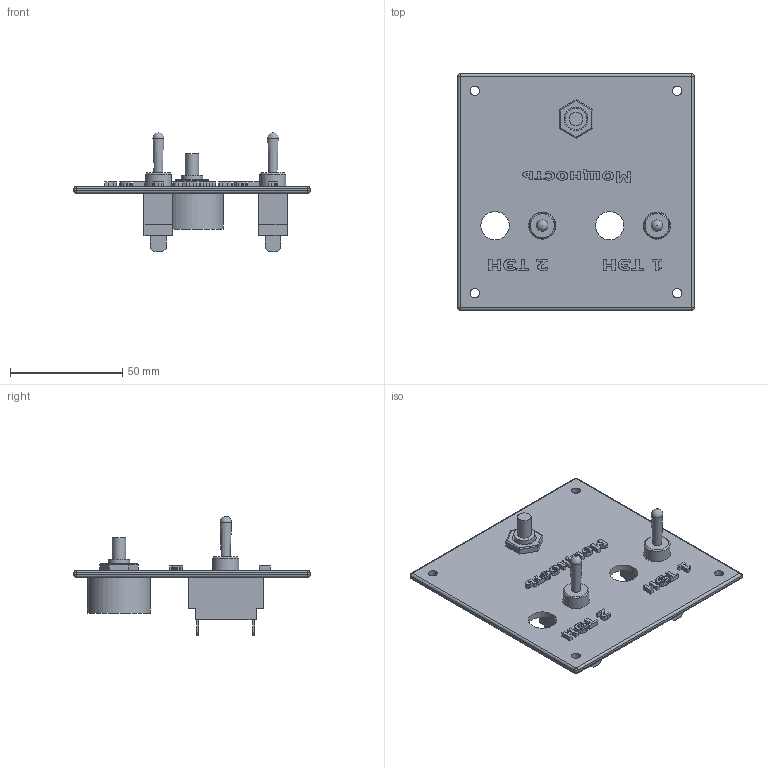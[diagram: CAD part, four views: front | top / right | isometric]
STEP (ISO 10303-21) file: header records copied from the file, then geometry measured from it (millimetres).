
FILE_DESCRIPTION(('STEP AP242'), '1');
FILE_NAME('assemblyPanelTriacPowerRegulator', '', ('UNSPECIFIED'), ('UNSPECIFIED'), 'C3D Converter', 'C3D Toolkit', '');
FILE_SCHEMA(('AP242_MANAGED_MODEL_BASED_3D_ENGINEERING_MIM_LF { 1 0 10303 442 1 1 4 }'));
Length unit declared in the file: millimetre
Assembly tree (8 placements, depth 2):
  (unnamed)
    (unnamed)
    (unnamed)  x2
    (unnamed)
    (unnamed)
    (unnamed)
    (unnamed)
    (unnamed)
Bounding box: 105 x 105 x 53 mm (x, y, z)
Volume: 60452 mm3; surface area: 33789.3 mm2
Topology: 21 solids, 21 shells, 461 faces, 1200 edges, 783 vertices
Faces by surface type: plane 239, extrusion 170, cylinder 37, sphere 8, cone 4, torus 3
Full cylindrical faces by diameter (mm): 4 x4, 6 x1, 9.5 x2, 10 x1, 11.6 x2, 12.6 x2, 28 x1
Entity records: 13785 total; most frequent: CARTESIAN_POINT 3321, ORIENTED_EDGE 2212, DIRECTION 1535, EDGE_CURVE 1106, VECTOR 865, VERTEX_POINT 737, LINE 695, B_SPLINE_CURVE_WITH_KNOTS 510
